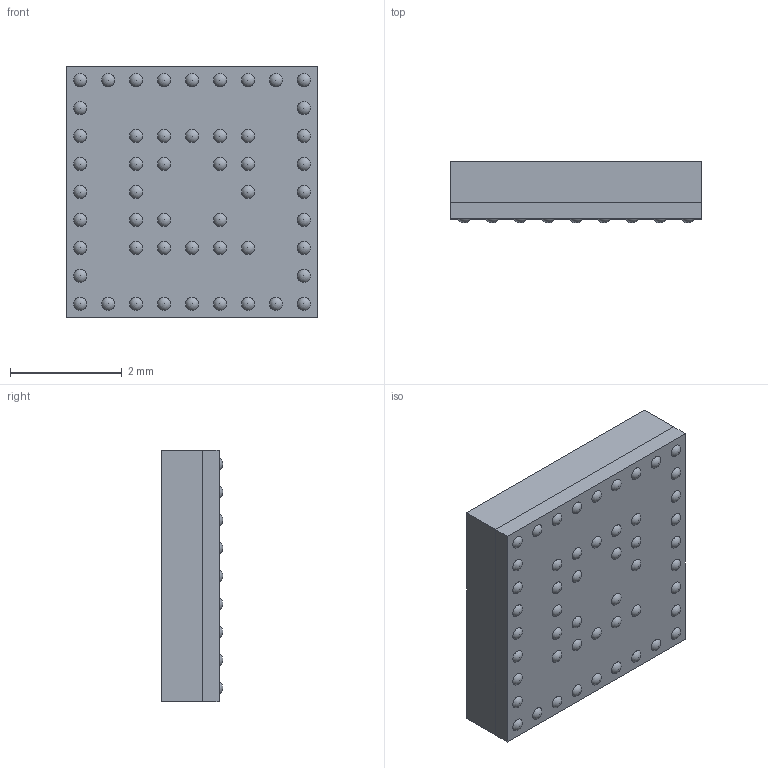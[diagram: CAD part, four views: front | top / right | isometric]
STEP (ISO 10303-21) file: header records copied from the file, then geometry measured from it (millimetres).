
FILE_DESCRIPTION(('FreeCAD Model'),'2;1');
FILE_NAME('ZOE-M8Q--3DModel-STEP-1.STEP','2023-07-30T13:53:01',('Author'),('' ),'Open CASCADE STEP processor 6.8','FreeCAD','Unknown');
FILE_SCHEMA(('AUTOMOTIVE_DESIGN_CC2 { 1 2 10303 214 -1 1 5 4 }'));
Length unit declared in the file: millimetre
Products named in the file (55): ASSEMBLY; ZOE-M8Q; ZOE-M8Q018; ZOE-M8Q020; ZOE-M8Q022; ZOE-M8Q005; ZOE-M8Q007; ZOE-M8Q019; ZOE-M8Q002; ZOE-M8Q014; ZOE-M8Q023; ZOE-M8Q015; ZOE-M8Q008; ZOE-M8Q024; ZOE-M8Q012; ZOE-M8Q025; ZOE-M8Q016; ZOE-M8Q004; ZOE-M8Q006; ZOE-M8Q010; ZOE-M8Q013; ZOE-M8Q021; ZOE-M8Q001; ZOE-M8Q009; ZOE-M8Q011; ZOE-M8Q017; ZOE-M8Q003; ZOE-M8Q041; ZOE-M8Q044; ZOE-M8Q038; ZOE-M8Q034; ZOE-M8Q047; ZOE-M8Q049; ZOE-M8Q046; ZOE-M8Q029; ZOE-M8Q035; ZOE-M8Q026; ZOE-M8Q040; ZOE-M8Q042; ZOE-M8Q033 ...
Assembly tree (54 placements, depth 2):
  ASSEMBLY
    ZOE-M8Q
    ZOE-M8Q018
    ZOE-M8Q020
    ZOE-M8Q022
    ZOE-M8Q005
    ZOE-M8Q007
    ZOE-M8Q019
    ZOE-M8Q002
    ZOE-M8Q014
    ZOE-M8Q023
    ZOE-M8Q015
    ZOE-M8Q008
    ZOE-M8Q024
    ZOE-M8Q012
    ZOE-M8Q025
    ZOE-M8Q016
    ZOE-M8Q004
    ZOE-M8Q006
    ZOE-M8Q010
    ZOE-M8Q013
    ZOE-M8Q021
    ZOE-M8Q001
    ZOE-M8Q009
    ZOE-M8Q011
    ZOE-M8Q017
    ZOE-M8Q003
    ZOE-M8Q041
    ZOE-M8Q044
    ZOE-M8Q038
    ZOE-M8Q034
    ZOE-M8Q047
    ZOE-M8Q049
    ZOE-M8Q046
    ZOE-M8Q029
    ZOE-M8Q035
    ZOE-M8Q026
    ZOE-M8Q040
    ZOE-M8Q042
    ZOE-M8Q033
    ZOE-M8Q048
    ZOE-M8Q050
    ZOE-M8Q037
    ZOE-M8Q027
    ZOE-M8Q028
    ZOE-M8Q031
    ZOE-M8Q030
    ZOE-M8Q032
    ZOE-M8Q036
    ZOE-M8Q039
    ZOE-M8Q043
    ZOE-M8Q045
    ZOE-M8Q052
    ZOE-M8Q051
    ZOE-M8Q053
Bounding box: 4.5 x 1.1 x 4.5 mm (x, y, z)
Volume: 21 mm3; surface area: 105.3 mm2
Topology: 54 solids, 54 shells, 121 faces, 240 edges, 177 vertices
Faces by surface type: plane 66, sphere 51, cylinder 4
Entity records: 9915 total; most frequent: CARTESIAN_POINT 4631, DIRECTION 756, ORIENTED_EDGE 378, PCURVE 378, DEFINITIONAL_REPRESENTATION 378, AXIS2_PLACEMENT_3D 286, EDGE_CURVE 189, LINE 178
